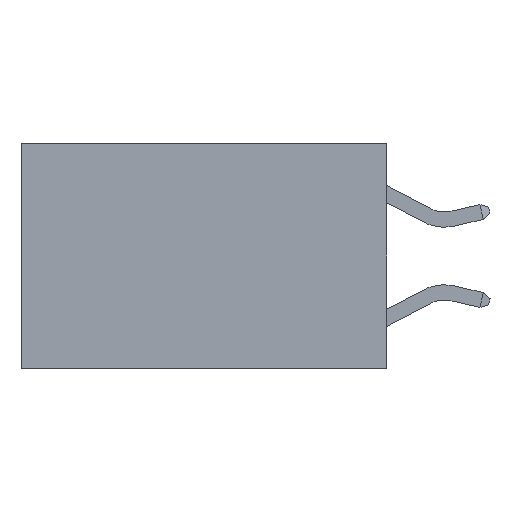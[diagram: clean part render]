
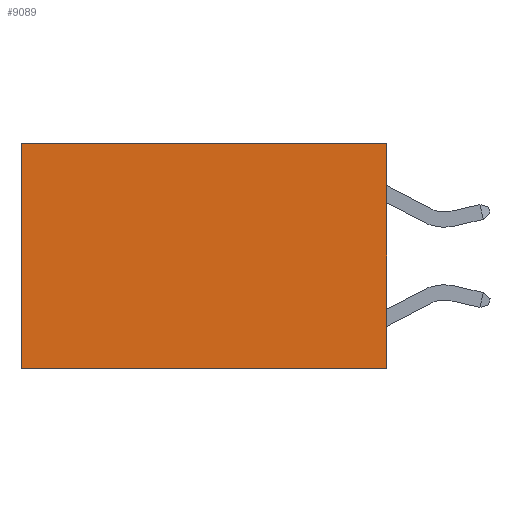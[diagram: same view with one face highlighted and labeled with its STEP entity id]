
A CAD part, left-side view. The second image highlights one B-rep face of the part: STEP entity #9089.
In plain terms, the highlighted planar face has unit normal (-1, 0, 0).
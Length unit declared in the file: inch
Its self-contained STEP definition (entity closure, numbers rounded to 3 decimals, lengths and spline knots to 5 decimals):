
#494 = VECTOR ( 'NONE', #23668, 39.37008 ) ;
#1446 = VERTEX_POINT ( 'NONE', #20849 ) ;
#1543 = AXIS2_PLACEMENT_3D ( 'NONE', #6404, #20087, #8349 ) ;
#3536 = VERTEX_POINT ( 'NONE', #3574 ) ;
#3574 = CARTESIAN_POINT ( 'NONE',  ( 0.2625, 0., -0.37 ) ) ;
#4388 = DIRECTION ( 'NONE',  ( 0., 0., -1. ) ) ;
#4450 = VERTEX_POINT ( 'NONE', #13959 ) ;
#4954 = LINE ( 'NONE', #22482, #6166 ) ;
#5743 = ORIENTED_EDGE ( 'NONE', *, *, #23334, .F. ) ;
#6166 = VECTOR ( 'NONE', #10752, 39.37008 ) ;
#6255 = CARTESIAN_POINT ( 'NONE',  ( 0.2625, 0., 0. ) ) ;
#6404 = CARTESIAN_POINT ( 'NONE',  ( 0.2625, 0., 0. ) ) ;
#6953 = ORIENTED_EDGE ( 'NONE', *, *, #18743, .T. ) ;
#8267 = PLANE ( 'NONE',  #1543 ) ;
#8349 = DIRECTION ( 'NONE',  ( 0., 0., -1. ) ) ;
#9089 = ADVANCED_FACE ( 'NONE', ( #16525 ), #8267, .F. ) ;
#10752 = DIRECTION ( 'NONE',  ( 0., 1., 0. ) ) ;
#12189 = EDGE_LOOP ( 'NONE', ( #20113, #25265, #5743, #6953 ) ) ;
#13959 = CARTESIAN_POINT ( 'NONE',  ( 0.2625, 0.6, -0.37 ) ) ;
#14592 = LINE ( 'NONE', #15342, #19168 ) ;
#14863 = EDGE_CURVE ( 'NONE', #17543, #4450, #14592, .T. ) ;
#15016 = EDGE_CURVE ( 'NONE', #3536, #4450, #16106, .T. ) ;
#15342 = CARTESIAN_POINT ( 'NONE',  ( 0.2625, 0.6, 0. ) ) ;
#16106 = LINE ( 'NONE', #21719, #494 ) ;
#16525 = FACE_OUTER_BOUND ( 'NONE', #12189, .T. ) ;
#17543 = VERTEX_POINT ( 'NONE', #18296 ) ;
#18134 = VECTOR ( 'NONE', #4388, 39.37008 ) ;
#18296 = CARTESIAN_POINT ( 'NONE',  ( 0.2625, 0.6, 0. ) ) ;
#18743 = EDGE_CURVE ( 'NONE', #1446, #17543, #4954, .T. ) ;
#19168 = VECTOR ( 'NONE', #25129, 39.37008 ) ;
#20087 = DIRECTION ( 'NONE',  ( 1., 0., 0. ) ) ;
#20113 = ORIENTED_EDGE ( 'NONE', *, *, #14863, .T. ) ;
#20849 = CARTESIAN_POINT ( 'NONE',  ( 0.2625, 0., 0. ) ) ;
#21719 = CARTESIAN_POINT ( 'NONE',  ( 0.2625, 0., -0.37 ) ) ;
#22482 = CARTESIAN_POINT ( 'NONE',  ( 0.2625, 0., 0. ) ) ;
#23322 = LINE ( 'NONE', #6255, #18134 ) ;
#23334 = EDGE_CURVE ( 'NONE', #1446, #3536, #23322, .T. ) ;
#23668 = DIRECTION ( 'NONE',  ( 0., 1., 0. ) ) ;
#25129 = DIRECTION ( 'NONE',  ( 0., 0., -1. ) ) ;
#25265 = ORIENTED_EDGE ( 'NONE', *, *, #15016, .F. ) ;
